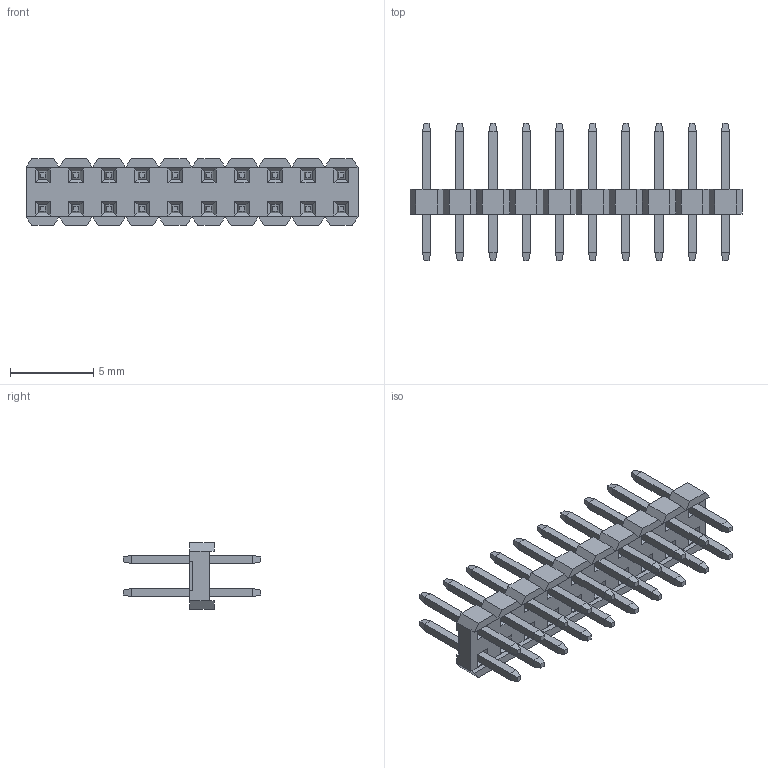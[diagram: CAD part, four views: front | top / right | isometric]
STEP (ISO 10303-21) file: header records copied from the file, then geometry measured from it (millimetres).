
FILE_DESCRIPTION( ('This file contains a STEP AP42 implementation' ,'as created by ZW3D STEP Interface translator.') ,'2;1' );
FILE_NAME( '1215-1210XXS083XXXX.stp' ,'23 322. 84558', (''), ('ZWCAD Software Co.'), 'Version 1.0', 'ZW3D to STEP translator', '' );
FILE_SCHEMA(('AUTOMOTIVE_DESIGN { 1 0 10303 214 1 1 1 1 }'));
Length unit declared in the file: millimetre
Products named in the file (2): 0; 1215-1220XXS083XXXX
Bounding box: 20 x 8.3 x 4 mm (x, y, z)
Volume: 128.4 mm3; surface area: 618.4 mm2
Topology: 21 solids, 21 shells, 597 faces, 1358 edges, 812 vertices
Faces by surface type: plane 597
Entity records: 16686 total; most frequent: CARTESIAN_POINT 2768, ORIENTED_EDGE 2716, DIRECTION 2554, VECTOR 1358, LINE 1358, EDGE_CURVE 1358, VERTEX_POINT 812, EDGE_LOOP 646
